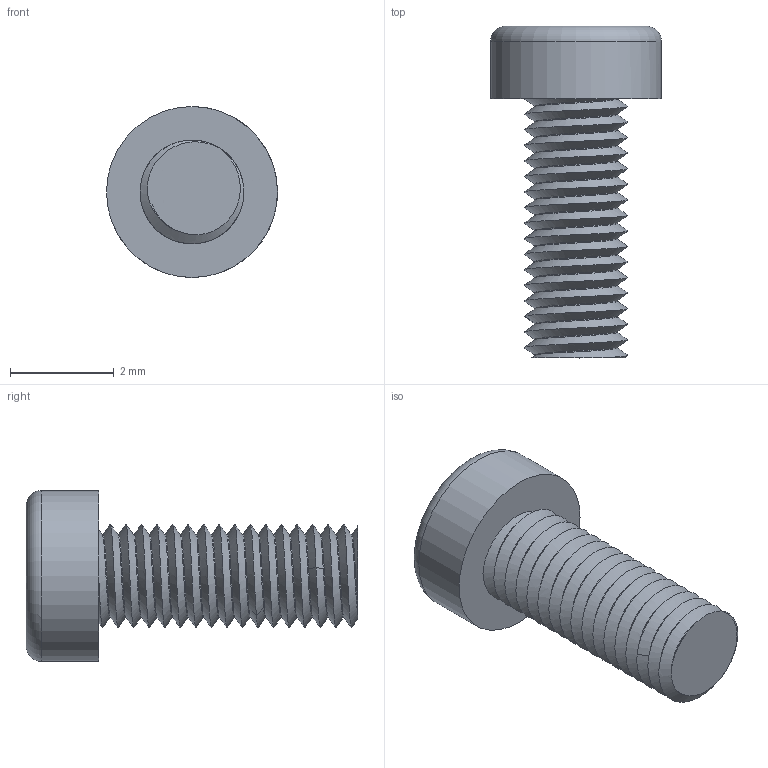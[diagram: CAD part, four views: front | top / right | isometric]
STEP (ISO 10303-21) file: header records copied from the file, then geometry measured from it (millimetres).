
FILE_DESCRIPTION(/* description */ (''),/* implementation_level */ '2;1');
FILE_NAME(/* name */ 'SPPM204-0050BO_MIR_MIR.ipt.step',/* time_stamp */ '2020-04-16T23:08:42-04:00',/* author */ ('Josef'),/* organization */ (''),/* preprocessor_version */ 'ST-DEVELOPER v17',/* originating_system */ 'Autodesk Inventor 2019',/* authorisation */ '');
FILE_SCHEMA (('AUTOMOTIVE_DESIGN { 1 0 10303 214 3 1 1 }'));
Length unit declared in the file: inch
Products named in the file (1): SPPM204-0050BO_MIR_MIR
Bounding box: 3.3 x 6.4 x 3.3 mm (x, y, z)
Volume: 22.7 mm3; surface area: 84.3 mm2
Topology: 1 solids, 1 shells, 45 faces, 239 edges, 198 vertices
Faces by surface type: cylinder 18, plane 16, bspline 10, torus 1
Full cylindrical faces by diameter (mm): 1.6 x15, 3.3 x1
Entity records: 6640 total; most frequent: CARTESIAN_POINT 5001, ORIENTED_EDGE 478, EDGE_CURVE 239, VERTEX_POINT 198, B_SPLINE_CURVE_WITH_KNOTS 170, DIRECTION 151, LINE 59, VECTOR 59
